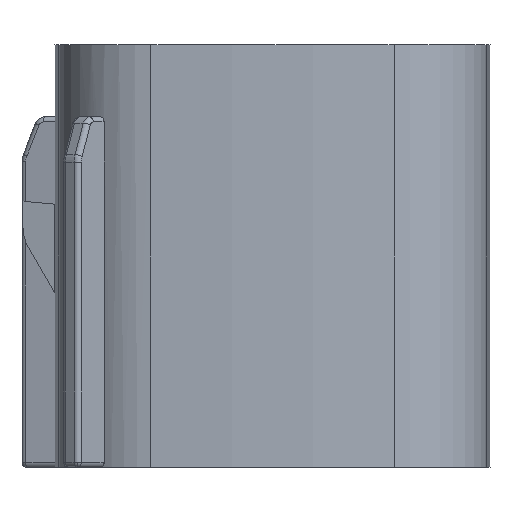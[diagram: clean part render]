
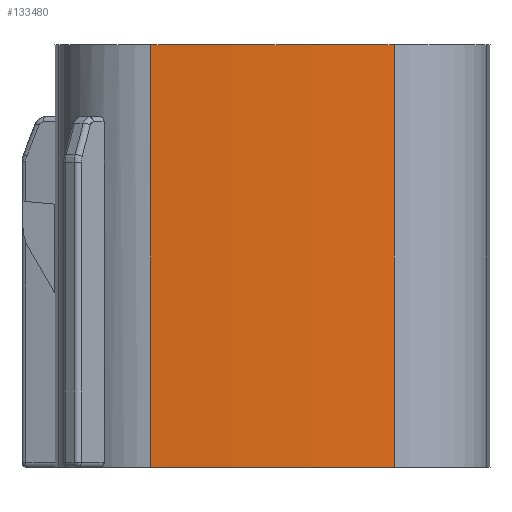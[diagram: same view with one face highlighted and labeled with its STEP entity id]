
A CAD part, left-side view. The second image highlights one B-rep face of the part: STEP entity #133480.
In plain terms, the highlighted cylindrical face has radius 55.187 mm (diameter 110.373 mm), a partial arc.
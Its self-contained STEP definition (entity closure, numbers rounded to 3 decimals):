
#980=CARTESIAN_POINT('',(77.096,-5.896,
2.5));
#990=VERTEX_POINT('',#980);
#1020=CARTESIAN_POINT('',(131.967,0.,
2.5));
#1030=DIRECTION('',(0.,0.,1.));
#1040=DIRECTION('',(-1.,0.,0.));
#1050=AXIS2_PLACEMENT_3D('',#1020,#1030,#1040);
#1060=CIRCLE('',#1050,55.187);
#1070=CARTESIAN_POINT('',(77.096,5.896,
2.5));
#1080=VERTEX_POINT('',#1070);
#1090=EDGE_CURVE('',#1080,#990,#1060,.T.);
#3710=CARTESIAN_POINT('',(77.096,5.896,
4.554));
#3720=DIRECTION('',(0.,0.,-1.));
#3730=VECTOR('',#3720,1.);
#3740=LINE('',#3710,#3730);
#3750=CARTESIAN_POINT('',(77.096,5.896,-18.));
#3760=VERTEX_POINT('',#3750);
#3770=EDGE_CURVE('',#1080,#3760,#3740,.T.);
#10470=CARTESIAN_POINT('',(77.096,-5.896,-18.));
#10480=VERTEX_POINT('',#10470);
#10510=CARTESIAN_POINT('',(77.096,-5.896,
4.554));
#10520=DIRECTION('',(0.,0.,-1.));
#10530=VECTOR('',#10520,1.);
#10540=LINE('',#10510,#10530);
#10550=EDGE_CURVE('',#990,#10480,#10540,.T.);
#12600=CARTESIAN_POINT('',(131.967,0.,-18.));
#12610=DIRECTION('',(0.,0.,1.));
#12620=DIRECTION('',(-1.,0.,0.));
#12630=AXIS2_PLACEMENT_3D('',#12600,#12610,#12620);
#12640=CIRCLE('',#12630,55.187);
#12650=EDGE_CURVE('',#3760,#10480,#12640,.T.);
#133370=CARTESIAN_POINT('',(131.967,0.,18.5))
;
#133380=DIRECTION('',(0.,0.,1.));
#133390=DIRECTION('',(-1.,0.,0.));
#133400=AXIS2_PLACEMENT_3D('',#133370,#133380,#133390);
#133410=CYLINDRICAL_SURFACE('',#133400,55.187);
#133420=ORIENTED_EDGE('',*,*,#10550,.F.);
#133430=ORIENTED_EDGE('',*,*,#12650,.T.);
#133440=ORIENTED_EDGE('',*,*,#3770,.T.);
#133450=ORIENTED_EDGE('',*,*,#1090,.F.);
#133460=EDGE_LOOP('',(#133450,#133440,#133430,#133420));
#133470=FACE_OUTER_BOUND('',#133460,.T.);
#133480=ADVANCED_FACE('',(#133470),#133410,.T.);
